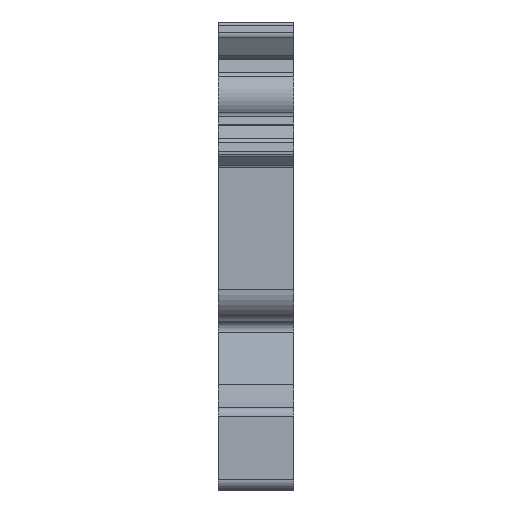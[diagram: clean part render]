
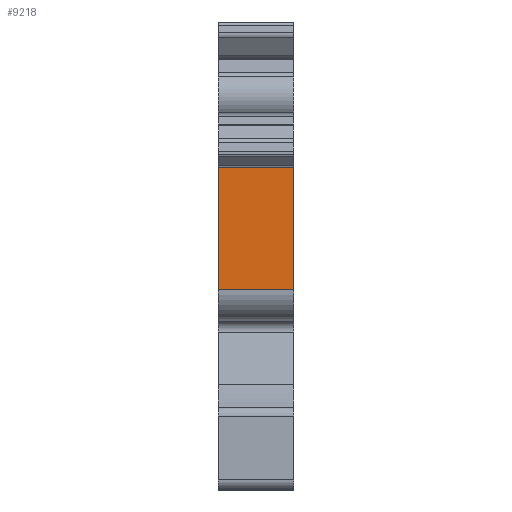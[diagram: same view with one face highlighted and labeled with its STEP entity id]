
A CAD part, left-side view. The second image highlights one B-rep face of the part: STEP entity #9218.
In plain terms, the highlighted planar face has unit normal (-1, 0, 0).
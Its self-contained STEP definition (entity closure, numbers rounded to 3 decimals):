
#1079=ORIENTED_EDGE('',*,*,#3033,.T.);
#1080=ORIENTED_EDGE('',*,*,#3034,.F.);
#1081=ORIENTED_EDGE('',*,*,#3035,.F.);
#1082=ORIENTED_EDGE('',*,*,#3031,.T.);
#3031=EDGE_CURVE('',#3951,#3950,#4599,.T.);
#3033=EDGE_CURVE('',#3950,#3952,#4600,.T.);
#3034=EDGE_CURVE('',#3953,#3952,#4601,.T.);
#3035=EDGE_CURVE('',#3951,#3953,#4602,.T.);
#3950=VERTEX_POINT('',#13105);
#3951=VERTEX_POINT('',#13107);
#3952=VERTEX_POINT('',#13111);
#3953=VERTEX_POINT('',#13113);
#4599=LINE('',#13106,#5326);
#4600=LINE('',#13110,#5327);
#4601=LINE('',#13112,#5328);
#4602=LINE('',#13114,#5329);
#5326=VECTOR('',#10983,1000.);
#5327=VECTOR('',#10988,1000.);
#5328=VECTOR('',#10989,1000.);
#5329=VECTOR('',#10990,1000.);
#5863=EDGE_LOOP('',(#1079,#1080,#1081,#1082));
#6222=FACE_BOUND('',#5863,.T.);
#6517=PLANE('',#9730);
#9218=ADVANCED_FACE('',(#6222),#6517,.F.);
#9730=AXIS2_PLACEMENT_3D('',#13109,#10986,#10987);
#10983=DIRECTION('',(0.,-1.,0.));
#10986=DIRECTION('',(1.,0.,0.));
#10987=DIRECTION('',(0.,0.,-1.));
#10988=DIRECTION('',(0.,0.,1.));
#10989=DIRECTION('',(0.,-1.,0.));
#10990=DIRECTION('',(0.,0.,1.));
#13105=CARTESIAN_POINT('',(-59.2,0.,8.734));
#13106=CARTESIAN_POINT('',(-59.2,6.,8.734));
#13107=CARTESIAN_POINT('',(-59.2,6.,8.734));
#13109=CARTESIAN_POINT('',(-59.2,6.,8.734));
#13110=CARTESIAN_POINT('',(-59.2,0.,8.734));
#13111=CARTESIAN_POINT('',(-59.2,0.,18.488));
#13112=CARTESIAN_POINT('',(-59.2,6.,18.488));
#13113=CARTESIAN_POINT('',(-59.2,6.,18.488));
#13114=CARTESIAN_POINT('',(-59.2,6.,8.734));
